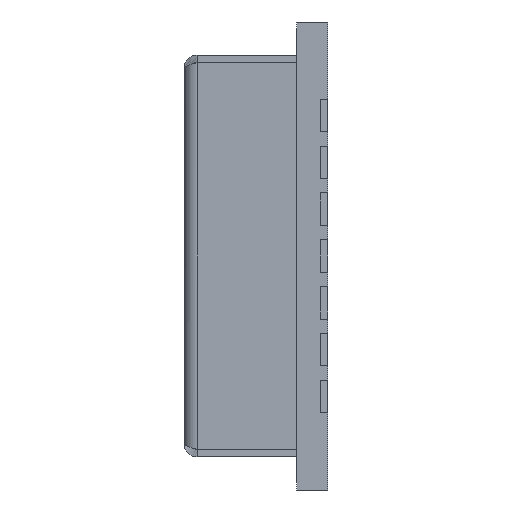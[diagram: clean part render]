
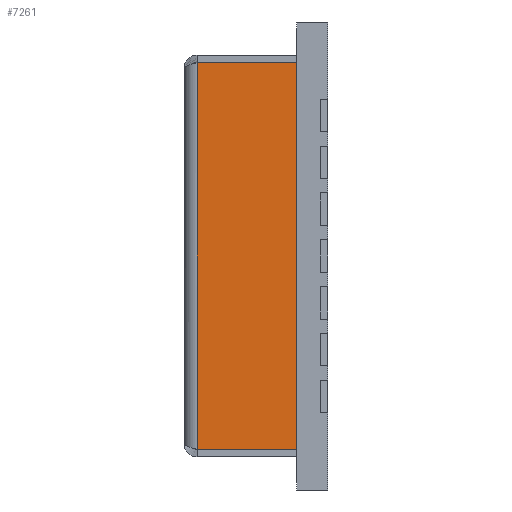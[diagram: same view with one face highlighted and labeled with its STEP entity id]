
A CAD part, left-side view. The second image highlights one B-rep face of the part: STEP entity #7261.
In plain terms, the highlighted planar face has unit normal (-1, 0, 0).
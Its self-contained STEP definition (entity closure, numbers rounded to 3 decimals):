
#166=PLANE('',#7780);
#624=FACE_OUTER_BOUND('',#1092,.T.);
#1092=EDGE_LOOP('',(#5291,#5292,#5293,#5294));
#1606=LINE('',#10380,#2592);
#1610=LINE('',#10388,#2596);
#1611=LINE('',#10391,#2597);
#1612=LINE('',#10392,#2598);
#2592=VECTOR('',#8282,1000.);
#2596=VECTOR('',#8290,1000.);
#2597=VECTOR('',#8293,1000.);
#2598=VECTOR('',#8294,1000.);
#3574=VERTEX_POINT('',#10308);
#3577=VERTEX_POINT('',#10366);
#3579=VERTEX_POINT('',#10385);
#3580=VERTEX_POINT('',#10390);
#4252=EDGE_CURVE('',#3574,#3577,#1606,.T.);
#4256=EDGE_CURVE('',#3579,#3574,#1610,.T.);
#4257=EDGE_CURVE('',#3580,#3577,#1611,.T.);
#4258=EDGE_CURVE('',#3579,#3580,#1612,.T.);
#5291=ORIENTED_EDGE('',*,*,#4257,.F.);
#5292=ORIENTED_EDGE('',*,*,#4258,.F.);
#5293=ORIENTED_EDGE('',*,*,#4256,.T.);
#5294=ORIENTED_EDGE('',*,*,#4252,.T.);
#7261=ADVANCED_FACE('',(#624),#166,.T.);
#7780=AXIS2_PLACEMENT_3D('',#10389,#8291,#8292);
#8282=DIRECTION('',(0.,0.,-1.));
#8290=DIRECTION('',(0.,1.,0.));
#8291=DIRECTION('center_axis',(-1.,0.,0.));
#8292=DIRECTION('ref_axis',(0.,-1.,0.));
#8293=DIRECTION('',(0.,1.,0.));
#8294=DIRECTION('',(0.,0.,-1.));
#10308=CARTESIAN_POINT('',(-11.8,3.55,5.243));
#10366=CARTESIAN_POINT('',(-11.8,3.55,-5.243));
#10380=CARTESIAN_POINT('',(-11.8,3.55,0.));
#10385=CARTESIAN_POINT('',(-11.8,0.85,5.243));
#10388=CARTESIAN_POINT('',(-11.8,0.,5.243));
#10389=CARTESIAN_POINT('Origin',(-11.8,0.,0.));
#10390=CARTESIAN_POINT('',(-11.8,0.85,-5.243));
#10391=CARTESIAN_POINT('',(-11.8,3.7,-5.243));
#10392=CARTESIAN_POINT('',(-11.8,0.85,-5.45));
